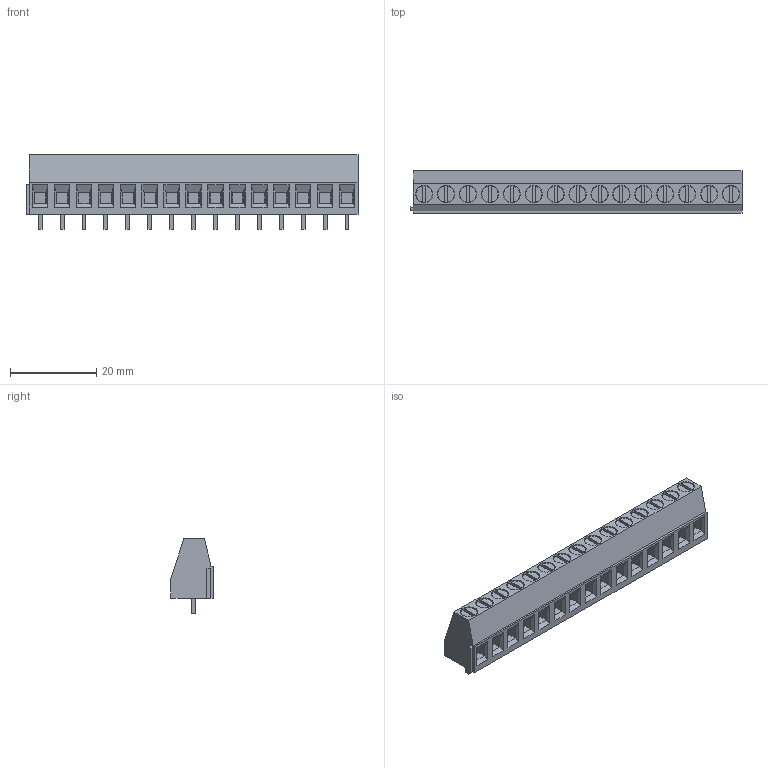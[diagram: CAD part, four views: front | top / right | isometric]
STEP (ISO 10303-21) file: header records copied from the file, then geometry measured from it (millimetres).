
FILE_DESCRIPTION(/* description */ ('model of TerminalBlock_Phoenix_MKDS-1,5-15-5.08_1x15_P5.08mm_Horizontal'),/* implementation_level */ '2;1');
FILE_NAME(/* name */ 'TerminalBlock_Phoenix_MKDS-1,5-15-5.08_1x15_P5.08mm_Horizontal.step',/* time_stamp */ '2020-05-14T18:19:14',/* author */ ('kicad StepUp','ksu'),/* organization */ ('FreeCAD'),/* preprocessor_version */ 'OCC',/* originating_system */ 'kicad StepUp',/* authorisation */ '');
FILE_SCHEMA(('AUTOMOTIVE_DESIGN { 1 0 10303 214 1 1 1 1 }'));
Length unit declared in the file: millimetre
Products named in the file (1): TerminalBlock_Phoenix_MKDS_15_15_508_1x15_P508mm_Horizontal
Bounding box: 76.94 x 9.8 x 17.3 mm (x, y, z)
Volume: 7637.7 mm3; surface area: 8501.8 mm2
Topology: 1 solids, 1 shells, 557 faces, 1395 edges, 870 vertices
Faces by surface type: plane 467, bspline 60, cylinder 30
Full cylindrical faces by diameter (mm): 3.8 x15, 4 x15
Entity records: 38151 total; most frequent: CARTESIAN_POINT 6483, DIRECTION 5016, LINE 3165, VECTOR 3165, ORIENTED_EDGE 2790, PCURVE 2790, DEFINITIONAL_REPRESENTATION 2790, EDGE_CURVE 1395
